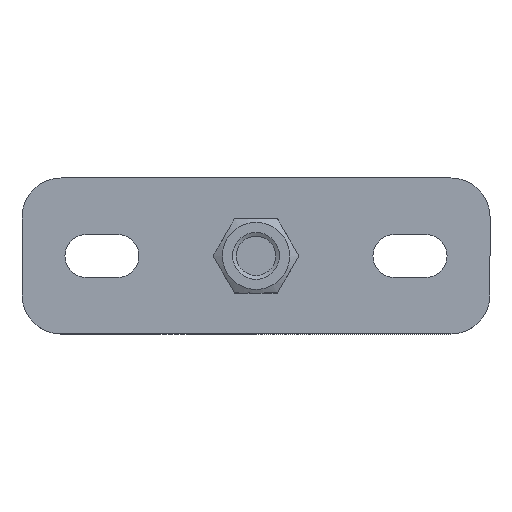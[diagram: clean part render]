
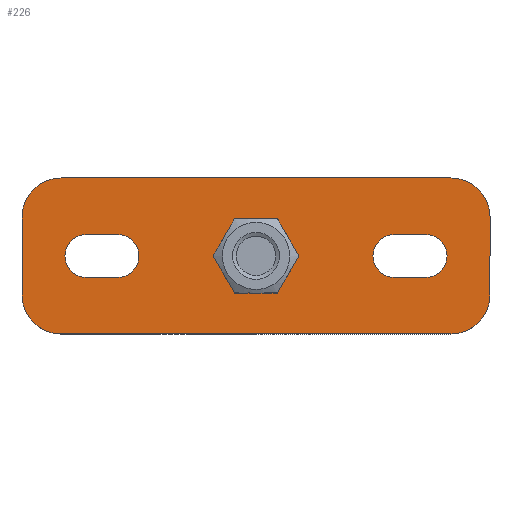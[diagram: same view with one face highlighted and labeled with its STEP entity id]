
A CAD part, top view. The second image highlights one B-rep face of the part: STEP entity #226.
In plain terms, the highlighted planar face has unit normal (0, 0, 1).
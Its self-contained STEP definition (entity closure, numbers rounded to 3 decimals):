
#68=CARTESIAN_POINT('',(0.,0.,3.));
#69=DIRECTION('',(0.0,0.0,1.0));
#70=DIRECTION('',(-1.0,0.0,0.0));
#71=AXIS2_PLACEMENT_3D('',#68,#69,#70);
#72=PLANE('',#71);
#73=CARTESIAN_POINT('',(60.,-10.,3.));
#74=VERTEX_POINT('',#73);
#75=CARTESIAN_POINT('',(50.,-20.,3.));
#76=VERTEX_POINT('',#75);
#77=CARTESIAN_POINT('',(50.,-10.,3.));
#78=DIRECTION('',(0.,0.,-1.));
#79=DIRECTION('',(0.707,-0.707,0.));
#80=AXIS2_PLACEMENT_3D('',#77,#78,#79);
#81=CIRCLE('',#80,10.);
#82=EDGE_CURVE('',#74,#76,#81,.T.);
#83=ORIENTED_EDGE('',*,*,#82,.F.);
#84=CARTESIAN_POINT('',(60.,10.,3.));
#85=VERTEX_POINT('',#84);
#86=CARTESIAN_POINT('',(60.,10.,3.));
#87=DIRECTION('',(0.0,-1.0,0.0));
#88=VECTOR('',#87,20.0);
#89=LINE('',#86,#88);
#90=EDGE_CURVE('',#85,#74,#89,.T.);
#91=ORIENTED_EDGE('',*,*,#90,.F.);
#92=CARTESIAN_POINT('',(50.,20.,3.));
#93=VERTEX_POINT('',#92);
#94=CARTESIAN_POINT('',(50.,10.,3.));
#95=DIRECTION('',(0.,0.,-1.));
#96=DIRECTION('',(0.707,0.707,0.));
#97=AXIS2_PLACEMENT_3D('',#94,#95,#96);
#98=CIRCLE('',#97,10.);
#99=EDGE_CURVE('',#93,#85,#98,.T.);
#100=ORIENTED_EDGE('',*,*,#99,.F.);
#101=CARTESIAN_POINT('',(-50.,20.,3.));
#102=VERTEX_POINT('',#101);
#103=CARTESIAN_POINT('',(-50.,20.,3.));
#104=DIRECTION('',(1.0,0.0,0.0));
#105=VECTOR('',#104,100.0);
#106=LINE('',#103,#105);
#107=EDGE_CURVE('',#102,#93,#106,.T.);
#108=ORIENTED_EDGE('',*,*,#107,.F.);
#109=CARTESIAN_POINT('',(-60.,10.,3.));
#110=VERTEX_POINT('',#109);
#111=CARTESIAN_POINT('',(-50.,10.,3.));
#112=DIRECTION('',(0.,0.,-1.));
#113=DIRECTION('',(-0.707,0.707,0.));
#114=AXIS2_PLACEMENT_3D('',#111,#112,#113);
#115=CIRCLE('',#114,10.);
#116=EDGE_CURVE('',#110,#102,#115,.T.);
#117=ORIENTED_EDGE('',*,*,#116,.F.);
#118=CARTESIAN_POINT('',(-60.,-10.,3.));
#119=VERTEX_POINT('',#118);
#120=CARTESIAN_POINT('',(-60.,-10.,3.));
#121=DIRECTION('',(0.0,1.0,0.0));
#122=VECTOR('',#121,20.);
#123=LINE('',#120,#122);
#124=EDGE_CURVE('',#119,#110,#123,.T.);
#125=ORIENTED_EDGE('',*,*,#124,.F.);
#126=CARTESIAN_POINT('',(-50.,-20.,3.));
#127=VERTEX_POINT('',#126);
#128=CARTESIAN_POINT('',(-50.,-10.,3.));
#129=DIRECTION('',(0.,0.,-1.));
#130=DIRECTION('',(-0.707,-0.707,0.));
#131=AXIS2_PLACEMENT_3D('',#128,#129,#130);
#132=CIRCLE('',#131,10.);
#133=EDGE_CURVE('',#127,#119,#132,.T.);
#134=ORIENTED_EDGE('',*,*,#133,.F.);
#135=CARTESIAN_POINT('',(50.,-20.,3.));
#136=DIRECTION('',(-1.0,0.0,0.0));
#137=VECTOR('',#136,100.0);
#138=LINE('',#135,#137);
#139=EDGE_CURVE('',#76,#127,#138,.T.);
#140=ORIENTED_EDGE('',*,*,#139,.F.);
#141=EDGE_LOOP('',(#83,#91,#100,#108,#117,#125,#134,#140));
#142=FACE_OUTER_BOUND('',#141,.T.);
#143=CARTESIAN_POINT('',(35.5,-5.5,3.));
#144=VERTEX_POINT('',#143);
#145=CARTESIAN_POINT('',(35.5,5.5,3.));
#146=VERTEX_POINT('',#145);
#147=CARTESIAN_POINT('',(35.5,0.,3.));
#148=DIRECTION('',(0.0,0.0,-1.0));
#149=DIRECTION('',(0.0,-1.0,0.0));
#150=AXIS2_PLACEMENT_3D('',#147,#148,#149);
#151=CIRCLE('',#150,5.5);
#152=EDGE_CURVE('',#144,#146,#151,.T.);
#153=ORIENTED_EDGE('',*,*,#152,.T.);
#154=CARTESIAN_POINT('',(43.5,5.5,3.));
#155=VERTEX_POINT('',#154);
#156=CARTESIAN_POINT('',(35.5,5.5,3.));
#157=DIRECTION('',(1.0,0.0,0.0));
#158=VECTOR('',#157,8.0);
#159=LINE('',#156,#158);
#160=EDGE_CURVE('',#146,#155,#159,.T.);
#161=ORIENTED_EDGE('',*,*,#160,.T.);
#162=CARTESIAN_POINT('',(43.5,-5.5,3.));
#163=VERTEX_POINT('',#162);
#164=CARTESIAN_POINT('',(43.5,0.,3.));
#165=DIRECTION('',(0.0,0.0,-1.0));
#166=DIRECTION('',(0.0,1.0,0.0));
#167=AXIS2_PLACEMENT_3D('',#164,#165,#166);
#168=CIRCLE('',#167,5.5);
#169=EDGE_CURVE('',#155,#163,#168,.T.);
#170=ORIENTED_EDGE('',*,*,#169,.T.);
#171=CARTESIAN_POINT('',(43.5,-5.5,3.));
#172=DIRECTION('',(-1.0,0.0,0.0));
#173=VECTOR('',#172,8.0);
#174=LINE('',#171,#173);
#175=EDGE_CURVE('',#163,#144,#174,.T.);
#176=ORIENTED_EDGE('',*,*,#175,.T.);
#177=EDGE_LOOP('',(#153,#161,#170,#176));
#178=FACE_BOUND('',#177,.T.);
#179=CARTESIAN_POINT('',(-35.5,5.5,3.));
#180=VERTEX_POINT('',#179);
#181=CARTESIAN_POINT('',(-35.5,-5.5,3.));
#182=VERTEX_POINT('',#181);
#183=CARTESIAN_POINT('',(-35.5,0.,3.));
#184=DIRECTION('',(0.0,0.0,-1.0));
#185=DIRECTION('',(0.0,-1.0,0.0));
#186=AXIS2_PLACEMENT_3D('',#183,#184,#185);
#187=CIRCLE('',#186,5.5);
#188=EDGE_CURVE('',#180,#182,#187,.T.);
#189=ORIENTED_EDGE('',*,*,#188,.T.);
#190=CARTESIAN_POINT('',(-43.5,-5.5,3.));
#191=VERTEX_POINT('',#190);
#192=CARTESIAN_POINT('',(-35.5,-5.5,3.));
#193=DIRECTION('',(-1.0,0.0,0.0));
#194=VECTOR('',#193,8.);
#195=LINE('',#192,#194);
#196=EDGE_CURVE('',#182,#191,#195,.T.);
#197=ORIENTED_EDGE('',*,*,#196,.T.);
#198=CARTESIAN_POINT('',(-43.5,5.5,3.));
#199=VERTEX_POINT('',#198);
#200=CARTESIAN_POINT('',(-43.5,0.,3.));
#201=DIRECTION('',(0.0,0.0,-1.0));
#202=DIRECTION('',(0.0,1.0,0.0));
#203=AXIS2_PLACEMENT_3D('',#200,#201,#202);
#204=CIRCLE('',#203,5.5);
#205=EDGE_CURVE('',#191,#199,#204,.T.);
#206=ORIENTED_EDGE('',*,*,#205,.T.);
#207=CARTESIAN_POINT('',(-43.5,5.5,3.));
#208=DIRECTION('',(1.0,0.0,0.0));
#209=VECTOR('',#208,8.0);
#210=LINE('',#207,#209);
#211=EDGE_CURVE('',#199,#180,#210,.T.);
#212=ORIENTED_EDGE('',*,*,#211,.T.);
#213=EDGE_LOOP('',(#189,#197,#206,#212));
#214=FACE_BOUND('',#213,.T.);
#215=CARTESIAN_POINT('',(8.6,0.,3.));
#216=VERTEX_POINT('',#215);
#217=CARTESIAN_POINT('',(0.,0.,3.));
#218=DIRECTION('',(0.0,0.0,-1.0));
#219=DIRECTION('',(1.0,0.0,0.0));
#220=AXIS2_PLACEMENT_3D('',#217,#218,#219);
#221=CIRCLE('',#220,8.6);
#222=EDGE_CURVE('',#216,#216,#221,.T.);
#223=ORIENTED_EDGE('',*,*,#222,.T.);
#224=EDGE_LOOP('',(#223));
#225=FACE_BOUND('',#224,.T.);
#226=ADVANCED_FACE('',(#142,#178,#214,#225),#72,.T.);
